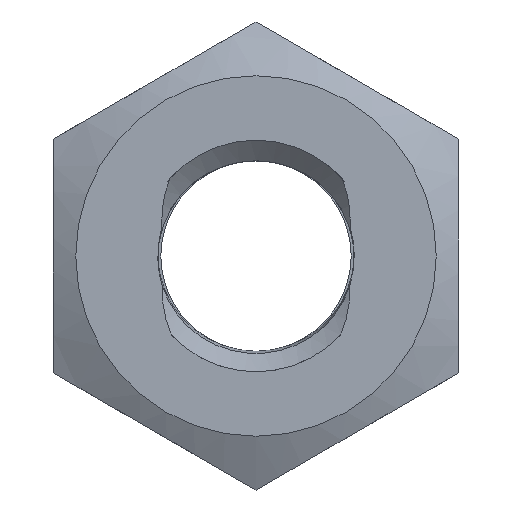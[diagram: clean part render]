
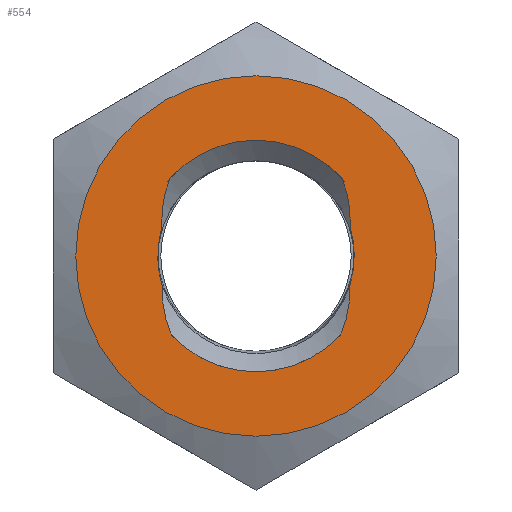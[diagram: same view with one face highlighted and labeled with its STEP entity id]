
A CAD part, front view. The second image highlights one B-rep face of the part: STEP entity #554.
In plain terms, the highlighted planar face has unit normal (0, -1, 0).
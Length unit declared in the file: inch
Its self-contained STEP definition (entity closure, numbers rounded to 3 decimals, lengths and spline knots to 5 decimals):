
#78=ELLIPSE('',#653,0.10997,0.10115);
#79=ELLIPSE('',#654,0.10814,0.10604);
#80=ELLIPSE('',#655,0.11071,0.10184);
#81=ELLIPSE('',#657,0.11071,0.10184);
#82=ELLIPSE('',#658,0.10814,0.10604);
#83=ELLIPSE('',#659,0.10997,0.10115);
#109=PLANE('',#651);
#127=FACE_BOUND('',#206,.T.);
#152=FACE_OUTER_BOUND('',#205,.T.);
#205=EDGE_LOOP('',(#449));
#206=EDGE_LOOP('',(#450,#451,#452,#453,#454,#455,#456,#457));
#258=CIRCLE('',#650,0.19459);
#259=CIRCLE('',#652,0.125);
#260=CIRCLE('',#656,0.125);
#299=VERTEX_POINT('',#1039);
#300=VERTEX_POINT('',#1042);
#301=VERTEX_POINT('',#1043);
#302=VERTEX_POINT('',#1045);
#303=VERTEX_POINT('',#1047);
#304=VERTEX_POINT('',#1049);
#305=VERTEX_POINT('',#1051);
#306=VERTEX_POINT('',#1053);
#307=VERTEX_POINT('',#1055);
#357=EDGE_CURVE('',#299,#299,#258,.T.);
#358=EDGE_CURVE('',#300,#301,#259,.T.);
#359=EDGE_CURVE('',#300,#302,#78,.T.);
#360=EDGE_CURVE('',#303,#302,#79,.T.);
#361=EDGE_CURVE('',#304,#303,#80,.T.);
#362=EDGE_CURVE('',#305,#304,#260,.T.);
#363=EDGE_CURVE('',#306,#305,#81,.T.);
#364=EDGE_CURVE('',#307,#306,#82,.T.);
#365=EDGE_CURVE('',#307,#301,#83,.T.);
#449=ORIENTED_EDGE('',*,*,#357,.F.);
#450=ORIENTED_EDGE('',*,*,#358,.F.);
#451=ORIENTED_EDGE('',*,*,#359,.T.);
#452=ORIENTED_EDGE('',*,*,#360,.F.);
#453=ORIENTED_EDGE('',*,*,#361,.F.);
#454=ORIENTED_EDGE('',*,*,#362,.F.);
#455=ORIENTED_EDGE('',*,*,#363,.F.);
#456=ORIENTED_EDGE('',*,*,#364,.F.);
#457=ORIENTED_EDGE('',*,*,#365,.T.);
#554=ADVANCED_FACE('',(#152,#127),#109,.F.);
#650=AXIS2_PLACEMENT_3D('',#1040,#782,#783);
#651=AXIS2_PLACEMENT_3D('',#1041,#784,#785);
#652=AXIS2_PLACEMENT_3D('',#1044,#786,#787);
#653=AXIS2_PLACEMENT_3D('',#1046,#788,#789);
#654=AXIS2_PLACEMENT_3D('',#1048,#790,#791);
#655=AXIS2_PLACEMENT_3D('',#1050,#792,#793);
#656=AXIS2_PLACEMENT_3D('',#1052,#794,#795);
#657=AXIS2_PLACEMENT_3D('',#1054,#796,#797);
#658=AXIS2_PLACEMENT_3D('',#1056,#798,#799);
#659=AXIS2_PLACEMENT_3D('',#1057,#800,#801);
#782=DIRECTION('center_axis',(0.,1.,0.));
#783=DIRECTION('ref_axis',(0.,0.,1.));
#784=DIRECTION('center_axis',(0.,1.,0.));
#785=DIRECTION('ref_axis',(0.,0.,1.));
#786=DIRECTION('center_axis',(0.,-1.,0.));
#787=DIRECTION('ref_axis',(0.,0.,-1.));
#788=DIRECTION('center_axis',(0.,1.,0.));
#789=DIRECTION('ref_axis',(0.,0.,1.));
#790=DIRECTION('center_axis',(0.,-1.,0.));
#791=DIRECTION('ref_axis',(0.,0.,1.));
#792=DIRECTION('center_axis',(0.,-1.,0.));
#793=DIRECTION('ref_axis',(0.,0.,-1.));
#794=DIRECTION('center_axis',(0.,-1.,0.));
#795=DIRECTION('ref_axis',(0.744,0.,0.668));
#796=DIRECTION('center_axis',(0.,-1.,0.));
#797=DIRECTION('ref_axis',(0.,0.,-1.));
#798=DIRECTION('center_axis',(0.,-1.,0.));
#799=DIRECTION('ref_axis',(0.,0.,1.));
#800=DIRECTION('center_axis',(0.,1.,0.));
#801=DIRECTION('ref_axis',(0.,0.,1.));
#1039=CARTESIAN_POINT('',(0.,0.109,-0.19459));
#1040=CARTESIAN_POINT('Origin',(0.,0.109,0.));
#1041=CARTESIAN_POINT('Origin',(0.,0.109,-0.25259));
#1042=CARTESIAN_POINT('',(-0.09132,0.109,-0.08536));
#1043=CARTESIAN_POINT('',(0.09132,0.109,-0.08536));
#1044=CARTESIAN_POINT('Origin',(0.,0.109,0.));
#1045=CARTESIAN_POINT('',(-0.10104,0.109,-0.03278));
#1046=CARTESIAN_POINT('Origin',(0.,0.109,-0.03806));
#1047=CARTESIAN_POINT('',(-0.10161,0.109,0.03096));
#1048=CARTESIAN_POINT('Origin',(0.,0.109,0.00004));
#1049=CARTESIAN_POINT('',(-0.09298,0.109,0.08354));
#1050=CARTESIAN_POINT('Origin',(0.,0.109,0.03839));
#1051=CARTESIAN_POINT('',(0.09298,0.109,0.08354));
#1052=CARTESIAN_POINT('Origin',(0.,0.109,0.));
#1053=CARTESIAN_POINT('',(0.10161,0.109,0.03096));
#1054=CARTESIAN_POINT('Origin',(0.,0.109,0.03839));
#1055=CARTESIAN_POINT('',(0.10104,0.109,-0.03278));
#1056=CARTESIAN_POINT('Origin',(0.,0.109,0.00004));
#1057=CARTESIAN_POINT('Origin',(0.,0.109,-0.03806));
